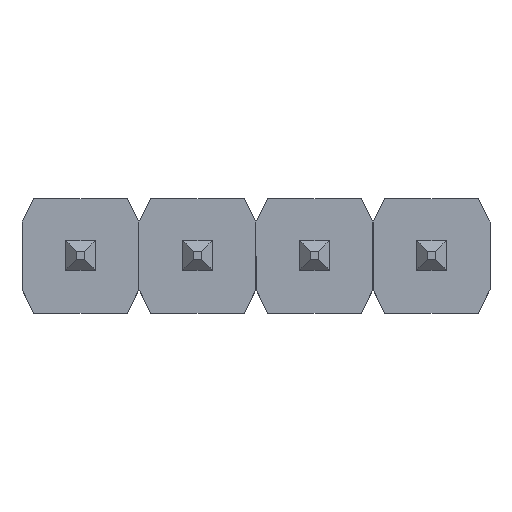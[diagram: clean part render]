
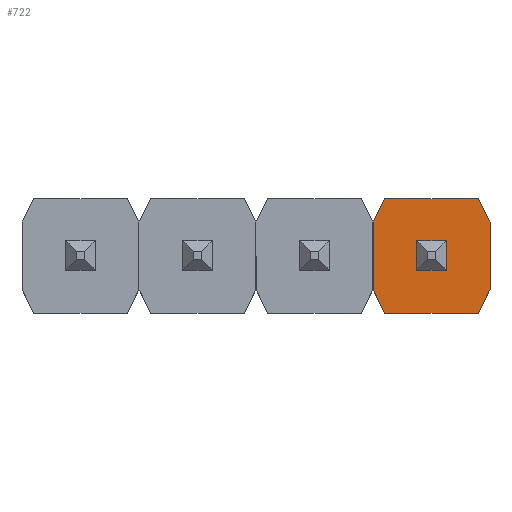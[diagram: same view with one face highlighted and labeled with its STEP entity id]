
A CAD part, top view. The second image highlights one B-rep face of the part: STEP entity #722.
In plain terms, the highlighted planar face has unit normal (0, 0, 1).
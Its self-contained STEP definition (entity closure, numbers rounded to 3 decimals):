
#527=CARTESIAN_POINT('',(6.35,-0.737,1.524));
#528=VERTEX_POINT('',#527);
#535=CARTESIAN_POINT('',(6.35,0.737,1.524));
#536=VERTEX_POINT('',#535);
#537=CARTESIAN_POINT('',(6.35,-0.737,1.524));
#538=DIRECTION('',(0.0,1.0,0.0));
#539=VECTOR('',#538,1.473);
#540=LINE('',#537,#539);
#541=EDGE_CURVE('',#528,#536,#540,.T.);
#558=CARTESIAN_POINT('',(6.604,-1.245,1.524));
#559=VERTEX_POINT('',#558);
#566=CARTESIAN_POINT('',(6.604,-1.245,1.524));
#567=DIRECTION('',(-0.447,0.894,0.0));
#568=VECTOR('',#567,0.568);
#569=LINE('',#566,#568);
#570=EDGE_CURVE('',#559,#528,#569,.T.);
#585=CARTESIAN_POINT('',(8.636,-1.245,1.524));
#586=VERTEX_POINT('',#585);
#593=CARTESIAN_POINT('',(8.636,-1.245,1.524));
#594=DIRECTION('',(-1.0,0.0,0.0));
#595=VECTOR('',#594,2.032);
#596=LINE('',#593,#595);
#597=EDGE_CURVE('',#586,#559,#596,.T.);
#612=CARTESIAN_POINT('',(8.89,-0.737,1.524));
#613=VERTEX_POINT('',#612);
#620=CARTESIAN_POINT('',(8.89,-0.737,1.524));
#621=DIRECTION('',(-0.447,-0.894,0.0));
#622=VECTOR('',#621,0.568);
#623=LINE('',#620,#622);
#624=EDGE_CURVE('',#613,#586,#623,.T.);
#636=CARTESIAN_POINT('',(8.89,0.737,1.524));
#637=VERTEX_POINT('',#636);
#644=CARTESIAN_POINT('',(8.89,0.737,1.524));
#645=DIRECTION('',(0.0,-1.0,0.0));
#646=VECTOR('',#645,1.473);
#647=LINE('',#644,#646);
#648=EDGE_CURVE('',#637,#613,#647,.T.);
#660=CARTESIAN_POINT('',(8.636,1.245,1.524));
#661=VERTEX_POINT('',#660);
#668=CARTESIAN_POINT('',(8.636,1.245,1.524));
#669=DIRECTION('',(0.447,-0.894,0.0));
#670=VECTOR('',#669,0.568);
#671=LINE('',#668,#670);
#672=EDGE_CURVE('',#661,#637,#671,.T.);
#685=CARTESIAN_POINT('',(6.604,1.245,1.524));
#686=VERTEX_POINT('',#685);
#687=CARTESIAN_POINT('',(6.35,0.737,1.524));
#688=DIRECTION('',(0.447,0.894,0.0));
#689=VECTOR('',#688,0.568);
#690=LINE('',#687,#689);
#691=EDGE_CURVE('',#536,#686,#690,.T.);
#702=CARTESIAN_POINT('',(7.62,0.,1.524));
#703=DIRECTION('',(0.0,0.0,1.0));
#704=DIRECTION('',(1.0,0.0,0.0));
#705=AXIS2_PLACEMENT_3D('',#702,#703,#704);
#706=PLANE('',#705);
#707=ORIENTED_EDGE('',*,*,#691,.F.);
#708=ORIENTED_EDGE('',*,*,#541,.F.);
#709=ORIENTED_EDGE('',*,*,#570,.F.);
#710=ORIENTED_EDGE('',*,*,#597,.F.);
#711=ORIENTED_EDGE('',*,*,#624,.F.);
#712=ORIENTED_EDGE('',*,*,#648,.F.);
#713=ORIENTED_EDGE('',*,*,#672,.F.);
#714=CARTESIAN_POINT('',(6.604,1.245,1.524));
#715=DIRECTION('',(1.0,0.0,0.0));
#716=VECTOR('',#715,2.032);
#717=LINE('',#714,#716);
#718=EDGE_CURVE('',#686,#661,#717,.T.);
#719=ORIENTED_EDGE('',*,*,#718,.F.);
#720=EDGE_LOOP('',(#707,#708,#709,#710,#711,#712,#713,#719));
#721=FACE_OUTER_BOUND('',#720,.T.);
#722=ADVANCED_FACE('',(#721),#706,.T.);
